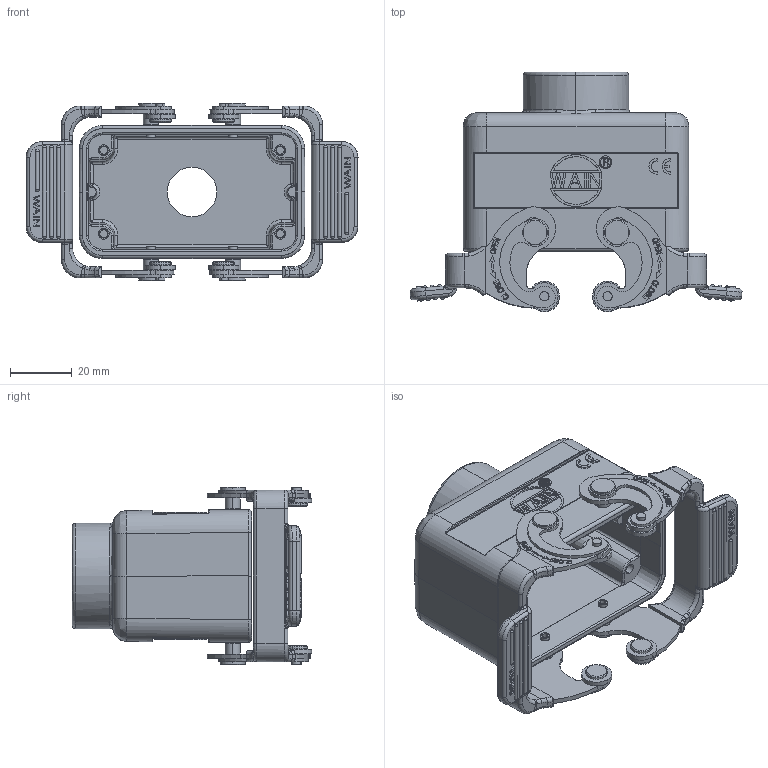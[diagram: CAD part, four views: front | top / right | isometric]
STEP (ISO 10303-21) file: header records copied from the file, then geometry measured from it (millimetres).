
FILE_DESCRIPTION(/* description */ (''),/* implementation_level */ '2;1');
FILE_NAME(/* name */ '3D_1240104411002_HV10B-TE-2L_SC-M20_V1.1.stp',/* time_stamp */ '2023-12-21T14:54:25+08:00',/* author */ (''),/* organization */ (''),/* preprocessor_version */ 'ST-DEVELOPER v18.1',/* originating_system */ 'SIEMENS PLM Software NX 1980',/* authorisation */ '');
FILE_SCHEMA (('AUTOMOTIVE_DESIGN { 1 0 10303 214 3 1 1 1 }'));
Products named in the file (1): 145923B897D808kw
Bounding box: 107.26 x 77.33 x 57.5 mm (x, y, z)
Volume: 61841.8 mm3; surface area: 40164.9 mm2
Topology: 9 solids, 15 shells, 1630 faces, 4326 edges, 2849 vertices
Faces by surface type: plane 827, cylinder 439, torus 112, extrusion 90, cone 72, bspline 54, sphere 36
Entity records: 64456 total; most frequent: CARTESIAN_POINT 17588, ORIENTED_EDGE 8556, DIRECTION 7404, EDGE_CURVE 4286, VERTEX_POINT 2849, AXIS2_PLACEMENT_3D 2549, VECTOR 2306, LINE 2216
